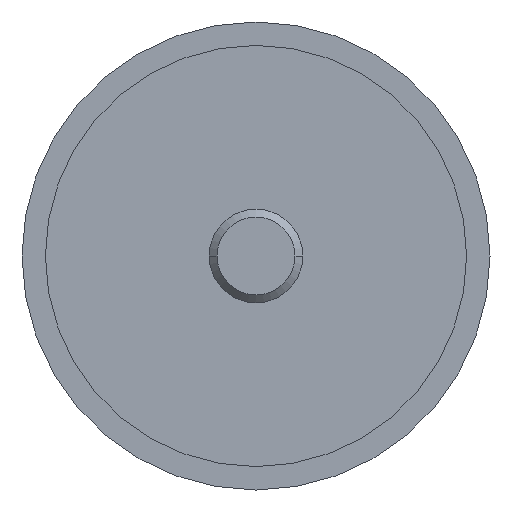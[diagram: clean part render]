
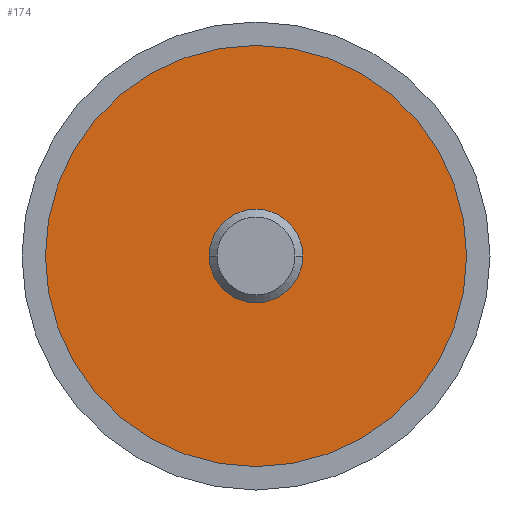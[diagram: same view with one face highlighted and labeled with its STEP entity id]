
A CAD part, front view. The second image highlights one B-rep face of the part: STEP entity #174.
In plain terms, the highlighted planar face has unit normal (0, -1, 0).
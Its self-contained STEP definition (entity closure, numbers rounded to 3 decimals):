
#174=ADVANCED_FACE('',(#423,#424),#425,.T.);
#240=EDGE_CURVE('',#308,#264,#496,.T.);
#250=VERTEX_POINT('',#510);
#264=VERTEX_POINT('',#525);
#308=VERTEX_POINT('',#577);
#348=EDGE_CURVE('',#362,#250,#621,.T.);
#362=VERTEX_POINT('',#638);
#366=EDGE_CURVE('',#250,#362,#642,.T.);
#368=EDGE_CURVE('',#264,#308,#644,.T.);
#423=FACE_BOUND('',#702,.T.);
#424=FACE_OUTER_BOUND('',#703,.T.);
#425=PLANE('',#704);
#496=CIRCLE('',#797,4.0);
#510=CARTESIAN_POINT('',(18.0,0.0,0.0));
#525=CARTESIAN_POINT('',(-4.0,0.0,0.));
#577=CARTESIAN_POINT('',(4.0,0.0,0.));
#621=CIRCLE('',#953,18.0);
#638=CARTESIAN_POINT('',(-18.0,0.0,0.));
#642=CIRCLE('',#980,18.0);
#644=CIRCLE('',#983,4.0);
#702=EDGE_LOOP('',(#1027,#1028));
#703=EDGE_LOOP('',(#1029,#1030));
#704=AXIS2_PLACEMENT_3D('',#1031,#1032,#1033);
#797=AXIS2_PLACEMENT_3D('',#1110,#1111,#1112);
#953=AXIS2_PLACEMENT_3D('',#1280,#1281,#1282);
#980=AXIS2_PLACEMENT_3D('',#1302,#1303,#1304);
#983=AXIS2_PLACEMENT_3D('',#1305,#1306,#1307);
#1027=ORIENTED_EDGE('',*,*,#368,.T.);
#1028=ORIENTED_EDGE('',*,*,#240,.T.);
#1029=ORIENTED_EDGE('',*,*,#366,.T.);
#1030=ORIENTED_EDGE('',*,*,#348,.T.);
#1031=CARTESIAN_POINT('',(0.0,0.0,0.0));
#1032=DIRECTION('',(0.0,-1.0,0.0));
#1033=DIRECTION('',(-1.0,0.0,0.0));
#1110=CARTESIAN_POINT('',(0.0,0.0,0.0));
#1111=DIRECTION('',(-0.0,1.0,0.0));
#1112=DIRECTION('',(1.0,0.0,0.0));
#1280=CARTESIAN_POINT('',(0.0,0.0,0.0));
#1281=DIRECTION('',(0.0,-1.0,0.0));
#1282=DIRECTION('',(1.0,0.0,0.0));
#1302=CARTESIAN_POINT('',(0.0,0.0,0.0));
#1303=DIRECTION('',(0.0,-1.0,0.0));
#1304=DIRECTION('',(1.0,0.0,0.0));
#1305=CARTESIAN_POINT('',(0.0,0.0,0.0));
#1306=DIRECTION('',(-0.0,1.0,0.0));
#1307=DIRECTION('',(1.0,0.0,0.0));
